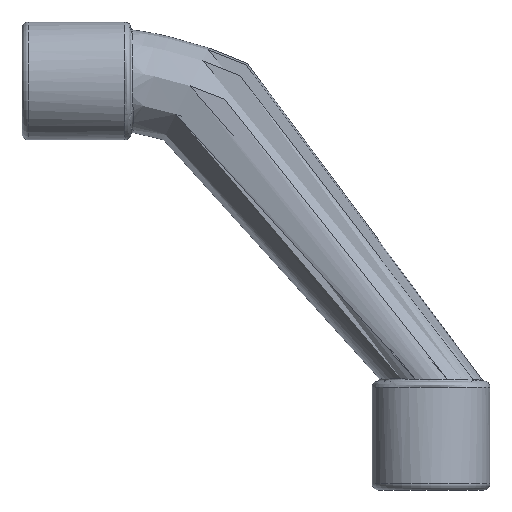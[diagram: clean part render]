
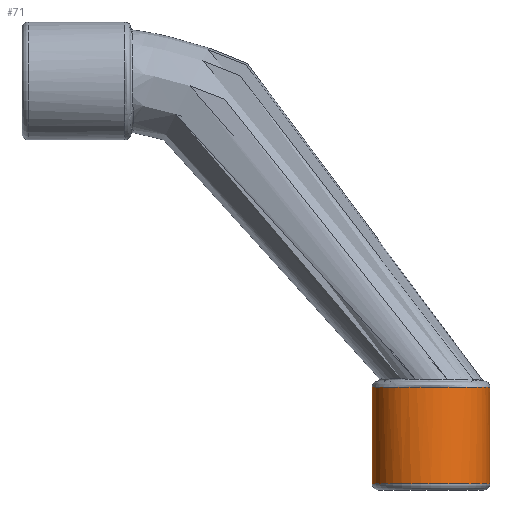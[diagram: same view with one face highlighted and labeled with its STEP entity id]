
A CAD part, left-side view. The second image highlights one B-rep face of the part: STEP entity #71.
In plain terms, the highlighted cylindrical face has radius 9.2 mm (diameter 18.4 mm), a full revolution.
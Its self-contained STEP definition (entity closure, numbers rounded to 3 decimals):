
#71=ADVANCED_FACE('',(#1599,#1601,#1603),#1605,.T.);
#1599=FACE_BOUND('',#1600,.T.);
#1600=EDGE_LOOP('',(#3324,#3325));
#1601=FACE_OUTER_BOUND('',#1602,.T.);
#1602=EDGE_LOOP('',(#3326));
#1603=FACE_BOUND('',#1604,.T.);
#1604=EDGE_LOOP('',(#3327,#3328,#3329,#3330));
#1605=CYLINDRICAL_SURFACE('',#1606,9.2);
#1606=AXIS2_PLACEMENT_3D('',#1607,#1608,#1609);
#1607=CARTESIAN_POINT('',(0.,-55.35,-8.5));
#1608=DIRECTION('',(0.,-0.,1.));
#1609=DIRECTION('',(0.,-1.,0.));
#3324=ORIENTED_EDGE('',*,*,#4401,.F.);
#3325=ORIENTED_EDGE('',*,*,#4402,.F.);
#3326=ORIENTED_EDGE('',*,*,#4403,.T.);
#3327=ORIENTED_EDGE('',*,*,#4404,.F.);
#3328=ORIENTED_EDGE('',*,*,#4405,.F.);
#3329=ORIENTED_EDGE('',*,*,#4406,.F.);
#3330=ORIENTED_EDGE('',*,*,#4407,.F.);
#4401=EDGE_CURVE('',#4861,#4862,#4863,.T.);
#4402=EDGE_CURVE('',#4862,#4861,#4864,.T.);
#4403=EDGE_CURVE('',#4865,#4865,#4866,.T.);
#4404=EDGE_CURVE('',#4867,#4868,#4869,.F.);
#4405=EDGE_CURVE('',#4870,#4867,#4871,.T.);
#4406=EDGE_CURVE('',#4872,#4870,#4873,.T.);
#4407=EDGE_CURVE('',#4868,#4872,#4874,.F.);
#4861=VERTEX_POINT('',#5874);
#4862=VERTEX_POINT('',#5875);
#4863=B_SPLINE_CURVE_WITH_KNOTS('',3,
(#5876,#5877,#5878,#5879,#5880,#5881),
.UNSPECIFIED.,.F.,.F.,
(4,1,1,4),
(0.,0.333,0.667,1.),
.UNSPECIFIED.);
#4864=B_SPLINE_CURVE_WITH_KNOTS('',3,
(#5882,#5883,#5884,#5885,#5886,#5887),
.UNSPECIFIED.,.F.,.F.,
(4,1,1,4),
(0.,0.333,0.667,1.),
.UNSPECIFIED.);
#4865=VERTEX_POINT('',#5888);
#4866=CIRCLE('',#5889,9.2);
#4867=VERTEX_POINT('',#5893);
#4868=VERTEX_POINT('',#5894);
#4869=(BOUNDED_CURVE()B_SPLINE_CURVE(3,
(#5895,#5896,#5897,#5898),
.UNSPECIFIED.,.F.,.F.)B_SPLINE_CURVE_WITH_KNOTS((4,4),
(0.,1.),
.UNSPECIFIED.)CURVE()GEOMETRIC_REPRESENTATION_ITEM()RATIONAL_B_SPLINE_CURVE((1.,
1.,1.,1.))REPRESENTATION_ITEM(''));
#4870=VERTEX_POINT('',#5899);
#4871=CIRCLE('',#5900,9.2);
#4872=VERTEX_POINT('',#5904);
#4873=(BOUNDED_CURVE()B_SPLINE_CURVE(3,
(#5905,#5906,#5907,#5908),
.UNSPECIFIED.,.F.,.F.)B_SPLINE_CURVE_WITH_KNOTS((4,4),
(0.,1.),
.UNSPECIFIED.)CURVE()GEOMETRIC_REPRESENTATION_ITEM()RATIONAL_B_SPLINE_CURVE((1.,
1.,1.,1.))REPRESENTATION_ITEM(''));
#4874=CIRCLE('',#5909,9.2);
#5874=CARTESIAN_POINT('',(0.,-64.55,7.502));
#5875=CARTESIAN_POINT('',(0.,-46.15,7.51));
#5876=CARTESIAN_POINT('',(0.,-64.55,7.502));
#5877=CARTESIAN_POINT('',(3.997,-64.55,7.502));
#5878=CARTESIAN_POINT('',(9.308,-60.851,7.502));
#5879=CARTESIAN_POINT('',(9.281,-49.807,7.506));
#5880=CARTESIAN_POINT('',(3.97,-46.15,7.51));
#5881=CARTESIAN_POINT('',(0.,-46.15,7.51));
#5882=CARTESIAN_POINT('',(0.,-46.15,7.51));
#5883=CARTESIAN_POINT('',(-3.97,-46.15,7.51));
#5884=CARTESIAN_POINT('',(-9.282,-49.808,7.506));
#5885=CARTESIAN_POINT('',(-9.308,-60.852,7.502));
#5886=CARTESIAN_POINT('',(-3.997,-64.55,7.502));
#5887=CARTESIAN_POINT('',(0.,-64.55,7.502));
#5888=CARTESIAN_POINT('',(0.,-64.55,-7.5));
#5889=AXIS2_PLACEMENT_3D('',#5890,#5891,#5892);
#5890=CARTESIAN_POINT('',(0.,-55.35,-7.5));
#5891=DIRECTION('',(0.,0.,1.));
#5892=DIRECTION('',(0.,-1.,0.));
#5893=CARTESIAN_POINT('',(8.693,-52.338,-3.294));
#5894=CARTESIAN_POINT('',(8.693,-52.338,3.302));
#5895=CARTESIAN_POINT('',(8.693,-52.338,3.302));
#5896=CARTESIAN_POINT('',(8.693,-52.338,1.103));
#5897=CARTESIAN_POINT('',(8.693,-52.338,-1.095));
#5898=CARTESIAN_POINT('',(8.693,-52.338,-3.294));
#5899=CARTESIAN_POINT('',(8.599,-58.62,-3.294));
#5900=AXIS2_PLACEMENT_3D('',#5901,#5902,#5903);
#5901=CARTESIAN_POINT('',(0.,-55.35,-3.294));
#5902=DIRECTION('',(0.,0.,1.));
#5903=DIRECTION('',(0.935,-0.355,0.));
#5904=CARTESIAN_POINT('',(8.599,-58.62,3.302));
#5905=CARTESIAN_POINT('',(8.599,-58.62,3.302));
#5906=CARTESIAN_POINT('',(8.599,-58.62,1.103));
#5907=CARTESIAN_POINT('',(8.599,-58.62,-1.095));
#5908=CARTESIAN_POINT('',(8.599,-58.62,-3.294));
#5909=AXIS2_PLACEMENT_3D('',#5910,#5911,#5912);
#5910=CARTESIAN_POINT('',(0.,-55.35,3.302));
#5911=DIRECTION('',(0.,0.,1.));
#5912=DIRECTION('',(0.935,-0.355,0.));
